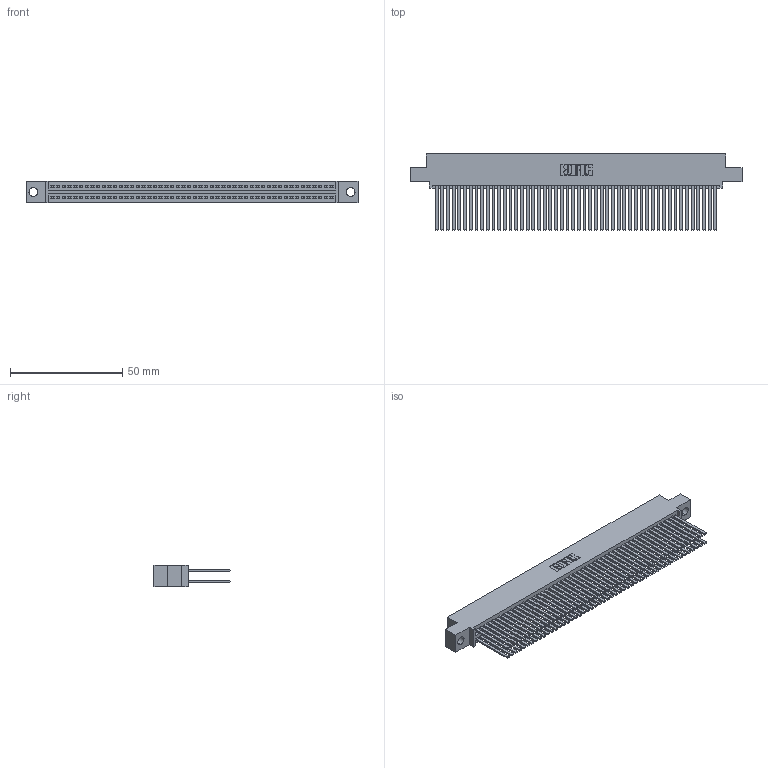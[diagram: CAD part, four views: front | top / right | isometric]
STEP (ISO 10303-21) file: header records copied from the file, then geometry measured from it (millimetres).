
FILE_DESCRIPTION (( 'STEP AP203' ), '1' );
FILE_NAME ('345-100-544-504.STEP', '2018-10-05T15:54:34', ( '' ), ( '' ), 'SwSTEP 2.0', 'SolidWorks 2016', '' );
FILE_SCHEMA (( 'CONFIG_CONTROL_DESIGN' ));
Length unit declared in the file: inch
Products named in the file (3): 345 Part_0.110 Offset - 0.156 Dia-TH; 345-292-001_345-293-144; 345-100-544-504
Assembly tree (101 placements, depth 2):
  345-100-544-504
    345 Part_0.110 Offset - 0.156 Dia-TH
    345-292-001_345-293-144  x100
Bounding box: 148.21 x 33.96 x 9.4 mm (x, y, z)
Volume: 15712 mm3; surface area: 27396.6 mm2
Topology: 101 solids, 101 shells, 4530 faces, 13453 edges, 8834 vertices
Faces by surface type: plane 2984, cylinder 1546
Entity records: 38105 total; most frequent: CARTESIAN_POINT 6380, ORIENTED_EDGE 6314, DIRECTION 5613, EDGE_CURVE 3157, LINE 2829, VECTOR 2829, VERTEX_POINT 2102, AXIS2_PLACEMENT_3D 1392
